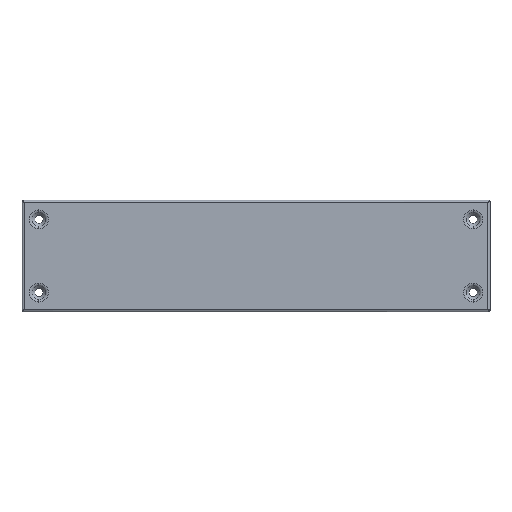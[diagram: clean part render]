
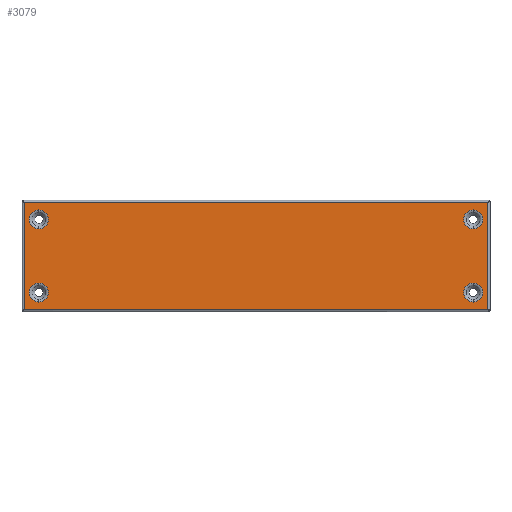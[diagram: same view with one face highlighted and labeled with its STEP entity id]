
A CAD part, top view. The second image highlights one B-rep face of the part: STEP entity #3079.
In plain terms, the highlighted planar face has unit normal (0, 0, 1).
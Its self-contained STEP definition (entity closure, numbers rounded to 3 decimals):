
#17 = EDGE_CURVE ( 'NONE', #648, #2108, #3011, .T. ) ;
#19 = VERTEX_POINT ( 'NONE', #1589 ) ;
#109 = DIRECTION ( 'NONE',  ( 0., 1., 0. ) ) ;
#140 = AXIS2_PLACEMENT_3D ( 'NONE', #2174, #763, #1188 ) ;
#172 = PLANE ( 'NONE',  #1114 ) ;
#183 = CARTESIAN_POINT ( 'NONE',  ( -206.2, 47.7, 0. ) ) ;
#203 = ORIENTED_EDGE ( 'NONE', *, *, #606, .T. ) ;
#219 = ORIENTED_EDGE ( 'NONE', *, *, #17, .T. ) ;
#225 = FACE_OUTER_BOUND ( 'NONE', #1439, .T. ) ;
#255 = EDGE_LOOP ( 'NONE', ( #921, #1151 ) ) ;
#273 = VERTEX_POINT ( 'NONE', #1541 ) ;
#316 = DIRECTION ( 'NONE',  ( 0., 0., 1. ) ) ;
#325 = CARTESIAN_POINT ( 'NONE',  ( -193., 40.943, 0. ) ) ;
#326 = EDGE_CURVE ( 'NONE', #19, #273, #1267, .T. ) ;
#351 = CARTESIAN_POINT ( 'NONE',  ( 193., 32.5, 0. ) ) ;
#403 = AXIS2_PLACEMENT_3D ( 'NONE', #3187, #727, #1708 ) ;
#407 = DIRECTION ( 'NONE',  ( 0., 1., 0. ) ) ;
#463 = AXIS2_PLACEMENT_3D ( 'NONE', #2810, #584, #1580 ) ;
#470 = CARTESIAN_POINT ( 'NONE',  ( -206.2, -47.7, 0. ) ) ;
#475 = DIRECTION ( 'NONE',  ( 0., 0., 1. ) ) ;
#502 = DIRECTION ( 'NONE',  ( 0., 0., 1. ) ) ;
#536 = EDGE_CURVE ( 'NONE', #1206, #2394, #2337, .T. ) ;
#584 = DIRECTION ( 'NONE',  ( 0., 0., 1. ) ) ;
#606 = EDGE_CURVE ( 'NONE', #2475, #2063, #1155, .T. ) ;
#623 = CIRCLE ( 'NONE', #463, 8.443 ) ;
#648 = VERTEX_POINT ( 'NONE', #183 ) ;
#656 = CARTESIAN_POINT ( 'NONE',  ( 0., 0., 0. ) ) ;
#675 = CARTESIAN_POINT ( 'NONE',  ( 193., 24.057, 0. ) ) ;
#720 = VECTOR ( 'NONE', #2252, 1000. ) ;
#727 = DIRECTION ( 'NONE',  ( 0., 0., 1. ) ) ;
#742 = VECTOR ( 'NONE', #3132, 1000. ) ;
#752 = VERTEX_POINT ( 'NONE', #2237 ) ;
#757 = CIRCLE ( 'NONE', #1118, 8.443 ) ;
#763 = DIRECTION ( 'NONE',  ( 0., 0., 1. ) ) ;
#782 = EDGE_CURVE ( 'NONE', #2108, #2475, #1021, .T. ) ;
#921 = ORIENTED_EDGE ( 'NONE', *, *, #1342, .F. ) ;
#1021 = LINE ( 'NONE', #2761, #2657 ) ;
#1053 = DIRECTION ( 'NONE',  ( 0., 0., 1. ) ) ;
#1076 = DIRECTION ( 'NONE',  ( 0., 1., 0. ) ) ;
#1114 = AXIS2_PLACEMENT_3D ( 'NONE', #656, #2941, #1873 ) ;
#1118 = AXIS2_PLACEMENT_3D ( 'NONE', #1421, #475, #407 ) ;
#1151 = ORIENTED_EDGE ( 'NONE', *, *, #1715, .F. ) ;
#1155 = LINE ( 'NONE', #2126, #742 ) ;
#1160 = AXIS2_PLACEMENT_3D ( 'NONE', #2262, #502, #2013 ) ;
#1188 = DIRECTION ( 'NONE',  ( 0., 1., 0. ) ) ;
#1198 = VERTEX_POINT ( 'NONE', #2656 ) ;
#1206 = VERTEX_POINT ( 'NONE', #675 ) ;
#1254 = CARTESIAN_POINT ( 'NONE',  ( 206.2, 47.7, 0. ) ) ;
#1267 = CIRCLE ( 'NONE', #1160, 8.443 ) ;
#1284 = LINE ( 'NONE', #2022, #720 ) ;
#1342 = EDGE_CURVE ( 'NONE', #2361, #1198, #2798, .T. ) ;
#1356 = DIRECTION ( 'NONE',  ( 0., 0., 1. ) ) ;
#1421 = CARTESIAN_POINT ( 'NONE',  ( -193., -32.5, 0. ) ) ;
#1439 = EDGE_LOOP ( 'NONE', ( #219, #1855, #203, #1461 ) ) ;
#1460 = DIRECTION ( 'NONE',  ( 0., 1., 0. ) ) ;
#1461 = ORIENTED_EDGE ( 'NONE', *, *, #2424, .T. ) ;
#1541 = CARTESIAN_POINT ( 'NONE',  ( 193., -40.943, 0. ) ) ;
#1580 = DIRECTION ( 'NONE',  ( 0., 1., 0. ) ) ;
#1589 = CARTESIAN_POINT ( 'NONE',  ( 193., -24.057, 0. ) ) ;
#1698 = CIRCLE ( 'NONE', #2635, 8.443 ) ;
#1708 = DIRECTION ( 'NONE',  ( 0., 1., 0. ) ) ;
#1709 = EDGE_CURVE ( 'NONE', #273, #19, #3002, .T. ) ;
#1715 = EDGE_CURVE ( 'NONE', #1198, #2361, #623, .T. ) ;
#1718 = AXIS2_PLACEMENT_3D ( 'NONE', #351, #1356, #109 ) ;
#1746 = DIRECTION ( 'NONE',  ( 1., 0., 0. ) ) ;
#1804 = DIRECTION ( 'NONE',  ( 0., -1., 0. ) ) ;
#1807 = EDGE_CURVE ( 'NONE', #3183, #752, #1698, .T. ) ;
#1855 = ORIENTED_EDGE ( 'NONE', *, *, #782, .T. ) ;
#1873 = DIRECTION ( 'NONE',  ( -1., 0., 0. ) ) ;
#1877 = EDGE_LOOP ( 'NONE', ( #2753, #2970 ) ) ;
#2002 = AXIS2_PLACEMENT_3D ( 'NONE', #2341, #316, #1076 ) ;
#2013 = DIRECTION ( 'NONE',  ( 0., 1., 0. ) ) ;
#2014 = CARTESIAN_POINT ( 'NONE',  ( -193., -40.943, 0. ) ) ;
#2022 = CARTESIAN_POINT ( 'NONE',  ( 207.129, 47.7, 0. ) ) ;
#2063 = VERTEX_POINT ( 'NONE', #1254 ) ;
#2068 = CARTESIAN_POINT ( 'NONE',  ( -206.2, 48.629, 0. ) ) ;
#2077 = EDGE_CURVE ( 'NONE', #2394, #1206, #2530, .T. ) ;
#2102 = CARTESIAN_POINT ( 'NONE',  ( 206.2, -47.7, 0. ) ) ;
#2108 = VERTEX_POINT ( 'NONE', #470 ) ;
#2122 = VECTOR ( 'NONE', #1804, 1000. ) ;
#2126 = CARTESIAN_POINT ( 'NONE',  ( 206.2, -48.629, 0. ) ) ;
#2174 = CARTESIAN_POINT ( 'NONE',  ( 193., 32.5, 0. ) ) ;
#2181 = FACE_BOUND ( 'NONE', #2458, .T. ) ;
#2204 = EDGE_LOOP ( 'NONE', ( #2507, #3191 ) ) ;
#2237 = CARTESIAN_POINT ( 'NONE',  ( -193., -24.057, 0. ) ) ;
#2252 = DIRECTION ( 'NONE',  ( -1., 0., 0. ) ) ;
#2262 = CARTESIAN_POINT ( 'NONE',  ( 193., -32.5, 0. ) ) ;
#2337 = CIRCLE ( 'NONE', #1718, 8.443 ) ;
#2341 = CARTESIAN_POINT ( 'NONE',  ( 193., -32.5, 0. ) ) ;
#2361 = VERTEX_POINT ( 'NONE', #325 ) ;
#2394 = VERTEX_POINT ( 'NONE', #3040 ) ;
#2424 = EDGE_CURVE ( 'NONE', #2063, #648, #1284, .T. ) ;
#2458 = EDGE_LOOP ( 'NONE', ( #2572, #2913 ) ) ;
#2475 = VERTEX_POINT ( 'NONE', #2102 ) ;
#2507 = ORIENTED_EDGE ( 'NONE', *, *, #326, .F. ) ;
#2530 = CIRCLE ( 'NONE', #140, 8.443 ) ;
#2572 = ORIENTED_EDGE ( 'NONE', *, *, #2077, .F. ) ;
#2635 = AXIS2_PLACEMENT_3D ( 'NONE', #3193, #1053, #1460 ) ;
#2653 = FACE_BOUND ( 'NONE', #1877, .T. ) ;
#2656 = CARTESIAN_POINT ( 'NONE',  ( -193., 24.057, 0. ) ) ;
#2657 = VECTOR ( 'NONE', #1746, 1000. ) ;
#2753 = ORIENTED_EDGE ( 'NONE', *, *, #3095, .F. ) ;
#2761 = CARTESIAN_POINT ( 'NONE',  ( -207.129, -47.7, 0. ) ) ;
#2798 = CIRCLE ( 'NONE', #403, 8.443 ) ;
#2810 = CARTESIAN_POINT ( 'NONE',  ( -193., 32.5, 0. ) ) ;
#2877 = FACE_BOUND ( 'NONE', #2204, .T. ) ;
#2892 = FACE_BOUND ( 'NONE', #255, .T. ) ;
#2913 = ORIENTED_EDGE ( 'NONE', *, *, #536, .F. ) ;
#2941 = DIRECTION ( 'NONE',  ( 0., 0., -1. ) ) ;
#2970 = ORIENTED_EDGE ( 'NONE', *, *, #1807, .F. ) ;
#3002 = CIRCLE ( 'NONE', #2002, 8.443 ) ;
#3011 = LINE ( 'NONE', #2068, #2122 ) ;
#3040 = CARTESIAN_POINT ( 'NONE',  ( 193., 40.943, 0. ) ) ;
#3079 = ADVANCED_FACE ( 'NONE', ( #2877, #2892, #2653, #2181, #225 ), #172, .F. ) ;
#3095 = EDGE_CURVE ( 'NONE', #752, #3183, #757, .T. ) ;
#3132 = DIRECTION ( 'NONE',  ( 0., 1., 0. ) ) ;
#3183 = VERTEX_POINT ( 'NONE', #2014 ) ;
#3187 = CARTESIAN_POINT ( 'NONE',  ( -193., 32.5, 0. ) ) ;
#3191 = ORIENTED_EDGE ( 'NONE', *, *, #1709, .F. ) ;
#3193 = CARTESIAN_POINT ( 'NONE',  ( -193., -32.5, 0. ) ) ;
